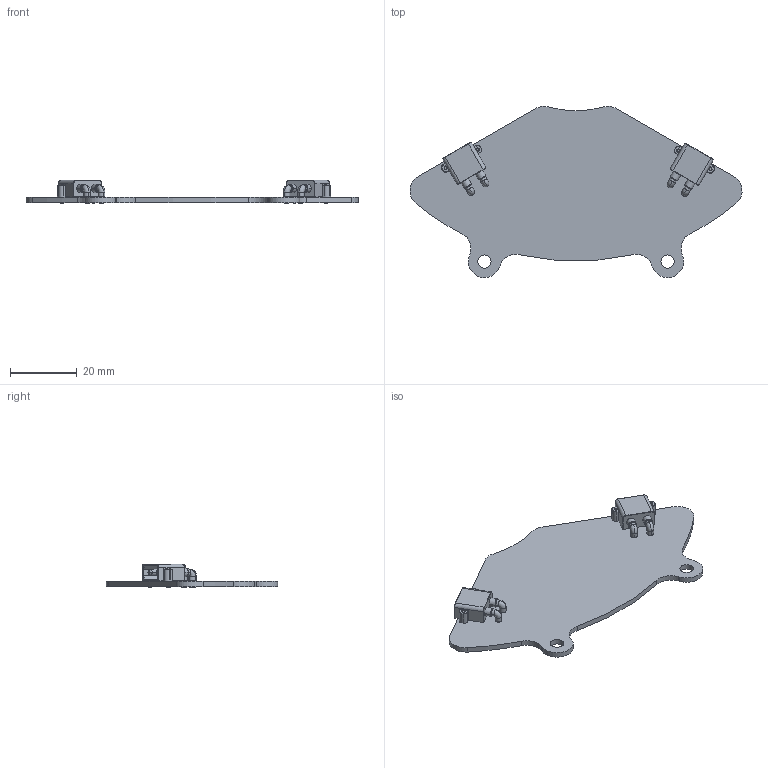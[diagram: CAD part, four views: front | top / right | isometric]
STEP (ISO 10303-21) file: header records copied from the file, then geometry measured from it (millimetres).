
FILE_DESCRIPTION(('KiCad electronic assembly'),'2;1');
FILE_NAME('battle-bot.step','2024-11-21T22:39:16',('Pcbnew'),('Kicad'), 'Open CASCADE STEP processor 7.6','KiCad to STEP converter','Unknown' );
FILE_SCHEMA(('AUTOMOTIVE_DESIGN { 1 0 10303 214 1 1 1 1 }'));
Length unit declared in the file: millimetre
Products named in the file (4): battle-bot 1; XT30PW-M; battle-bot_PCB
Assembly tree (4 placements, depth 3):
  battle-bot 1
    XT30PW-M  x2
      XT30PW-M
    battle-bot_PCB
Bounding box: 99.17 x 51.18 x 7 mm (x, y, z)
Volume: 5932.4 mm3; surface area: 8699.8 mm2
Topology: 15 solids, 15 shells, 575 faces, 1349 edges, 814 vertices
Faces by surface type: cylinder 252, plane 163, bspline 100, cone 52, torus 8
Full cylindrical faces by diameter (mm): 1 x4, 1.9 x4, 4 x2
Entity records: 9939 total; most frequent: CARTESIAN_POINT 2900, DIRECTION 1483, ORIENTED_EDGE 1442, EDGE_CURVE 721, AXIS2_PLACEMENT_3D 579, VERTEX_POINT 438, FACE_BOUND 333, EDGE_LOOP 333
